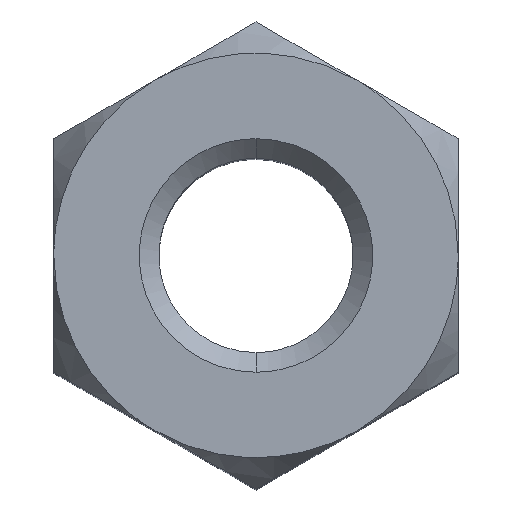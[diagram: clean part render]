
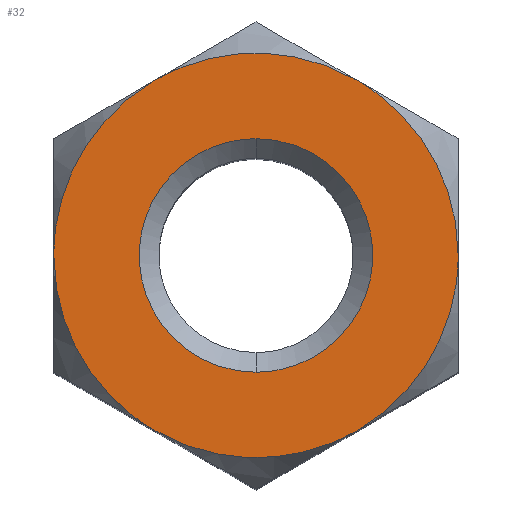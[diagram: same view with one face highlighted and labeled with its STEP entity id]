
A CAD part, top view. The second image highlights one B-rep face of the part: STEP entity #32.
In plain terms, the highlighted planar face has unit normal (0, 0, 1).
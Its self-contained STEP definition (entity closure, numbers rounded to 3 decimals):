
#24=FACE_BOUND('',#85,.T.);
#32=ADVANCED_FACE('',(#58,#24),#362,.T.);
#58=FACE_OUTER_BOUND('',#84,.T.);
#84=EDGE_LOOP('',(#124,#125,#126,#127,#128,#129));
#85=EDGE_LOOP('',(#130,#131));
#124=ORIENTED_EDGE('',*,*,#238,.T.);
#125=ORIENTED_EDGE('',*,*,#237,.T.);
#126=ORIENTED_EDGE('',*,*,#241,.T.);
#127=ORIENTED_EDGE('',*,*,#240,.T.);
#128=ORIENTED_EDGE('',*,*,#236,.T.);
#129=ORIENTED_EDGE('',*,*,#239,.T.);
#130=ORIENTED_EDGE('',*,*,#243,.T.);
#131=ORIENTED_EDGE('',*,*,#269,.T.);
#236=EDGE_CURVE('',#331,#334,#274,.T.);
#237=EDGE_CURVE('',#337,#340,#275,.T.);
#238=EDGE_CURVE('',#335,#337,#276,.T.);
#239=EDGE_CURVE('',#334,#335,#277,.T.);
#240=EDGE_CURVE('',#341,#331,#278,.T.);
#241=EDGE_CURVE('',#340,#341,#279,.T.);
#243=EDGE_CURVE('',#342,#359,#281,.T.);
#269=EDGE_CURVE('',#359,#342,#292,.T.);
#274=(
BOUNDED_CURVE()
B_SPLINE_CURVE(2,(#866,#867,#868,#869,#870),.UNSPECIFIED.,.F.,.F.)
B_SPLINE_CURVE_WITH_KNOTS((3,2,3),(10.442,11.781,13.12),
 .UNSPECIFIED.)
CURVE()
GEOMETRIC_REPRESENTATION_ITEM()
RATIONAL_B_SPLINE_CURVE((1.,0.966,1.,0.966,1.))
REPRESENTATION_ITEM('')
);
#275=(
BOUNDED_CURVE()
B_SPLINE_CURVE(2,(#871,#872,#873,#874,#875),.UNSPECIFIED.,.F.,.F.)
B_SPLINE_CURVE_WITH_KNOTS((3,2,3),(2.588,3.927,5.266),
 .UNSPECIFIED.)
CURVE()
GEOMETRIC_REPRESENTATION_ITEM()
RATIONAL_B_SPLINE_CURVE((1.,0.966,1.,0.966,1.))
REPRESENTATION_ITEM('')
);
#276=(
BOUNDED_CURVE()
B_SPLINE_CURVE(2,(#876,#877,#878),.UNSPECIFIED.,.F.,.F.)
B_SPLINE_CURVE_WITH_KNOTS((3,3),(0.,2.588),.UNSPECIFIED.)
CURVE()
GEOMETRIC_REPRESENTATION_ITEM()
RATIONAL_B_SPLINE_CURVE((1.,0.866,1.))
REPRESENTATION_ITEM('')
);
#277=(
BOUNDED_CURVE()
B_SPLINE_CURVE(2,(#879,#880,#881),.UNSPECIFIED.,.F.,.F.)
B_SPLINE_CURVE_WITH_KNOTS((3,3),(13.12,15.708),
 .UNSPECIFIED.)
CURVE()
GEOMETRIC_REPRESENTATION_ITEM()
RATIONAL_B_SPLINE_CURVE((1.,0.866,1.))
REPRESENTATION_ITEM('')
);
#278=(
BOUNDED_CURVE()
B_SPLINE_CURVE(2,(#882,#883,#884),.UNSPECIFIED.,.F.,.F.)
B_SPLINE_CURVE_WITH_KNOTS((3,3),(7.854,10.442),
 .UNSPECIFIED.)
CURVE()
GEOMETRIC_REPRESENTATION_ITEM()
RATIONAL_B_SPLINE_CURVE((1.,0.866,1.))
REPRESENTATION_ITEM('')
);
#279=(
BOUNDED_CURVE()
B_SPLINE_CURVE(2,(#885,#886,#887),.UNSPECIFIED.,.F.,.F.)
B_SPLINE_CURVE_WITH_KNOTS((3,3),(5.266,7.854),
 .UNSPECIFIED.)
CURVE()
GEOMETRIC_REPRESENTATION_ITEM()
RATIONAL_B_SPLINE_CURVE((1.,0.866,1.))
REPRESENTATION_ITEM('')
);
#281=(
BOUNDED_CURVE()
B_SPLINE_CURVE(2,(#893,#894,#895,#896,#897),.UNSPECIFIED.,.F.,.F.)
B_SPLINE_CURVE_WITH_KNOTS((3,2,3),(-9.069,-6.802,-4.534),
 .UNSPECIFIED.)
CURVE()
GEOMETRIC_REPRESENTATION_ITEM()
RATIONAL_B_SPLINE_CURVE((1.,0.707,1.,0.707,1.))
REPRESENTATION_ITEM('')
);
#292=(
BOUNDED_CURVE()
B_SPLINE_CURVE(2,(#1015,#1016,#1017,#1018,#1019),.UNSPECIFIED.,.F.,.F.)
B_SPLINE_CURVE_WITH_KNOTS((3,2,3),(-4.534,-2.267,0.),
 .UNSPECIFIED.)
CURVE()
GEOMETRIC_REPRESENTATION_ITEM()
RATIONAL_B_SPLINE_CURVE((1.,0.707,1.,0.707,1.))
REPRESENTATION_ITEM('')
);
#331=VERTEX_POINT('',#763);
#334=VERTEX_POINT('',#766);
#335=VERTEX_POINT('',#767);
#337=VERTEX_POINT('',#769);
#340=VERTEX_POINT('',#772);
#341=VERTEX_POINT('',#773);
#342=VERTEX_POINT('',#774);
#359=VERTEX_POINT('',#791);
#362=PLANE('',#408);
#408=AXIS2_PLACEMENT_3D('',#538,#419,$);
#419=DIRECTION('',(0.,0.,1.));
#538=CARTESIAN_POINT('',(17.45,-2.55,0.));
#763=CARTESIAN_POINT('',(18.75,-2.165,0.));
#766=CARTESIAN_POINT('',(21.25,-2.165,0.));
#767=CARTESIAN_POINT('',(22.5,0.,0.));
#769=CARTESIAN_POINT('',(21.25,2.165,0.));
#772=CARTESIAN_POINT('',(18.75,2.165,0.));
#773=CARTESIAN_POINT('',(17.5,0.,0.));
#774=CARTESIAN_POINT('',(20.,-1.443,0.));
#791=CARTESIAN_POINT('',(20.,1.443,0.));
#866=CARTESIAN_POINT('',(18.75,-2.165,0.));
#867=CARTESIAN_POINT('',(19.33,-2.5,0.));
#868=CARTESIAN_POINT('',(20.,-2.5,0.));
#869=CARTESIAN_POINT('',(20.67,-2.5,0.));
#870=CARTESIAN_POINT('',(21.25,-2.165,0.));
#871=CARTESIAN_POINT('',(21.25,2.165,0.));
#872=CARTESIAN_POINT('',(20.67,2.5,0.));
#873=CARTESIAN_POINT('',(20.,2.5,0.));
#874=CARTESIAN_POINT('',(19.33,2.5,0.));
#875=CARTESIAN_POINT('',(18.75,2.165,0.));
#876=CARTESIAN_POINT('',(22.5,0.,0.));
#877=CARTESIAN_POINT('',(22.5,1.443,0.));
#878=CARTESIAN_POINT('',(21.25,2.165,0.));
#879=CARTESIAN_POINT('',(21.25,-2.165,0.));
#880=CARTESIAN_POINT('',(22.5,-1.443,0.));
#881=CARTESIAN_POINT('',(22.5,0.,0.));
#882=CARTESIAN_POINT('',(17.5,0.,0.));
#883=CARTESIAN_POINT('',(17.5,-1.443,0.));
#884=CARTESIAN_POINT('',(18.75,-2.165,0.));
#885=CARTESIAN_POINT('',(18.75,2.165,0.));
#886=CARTESIAN_POINT('',(17.5,1.443,0.));
#887=CARTESIAN_POINT('',(17.5,0.,0.));
#893=CARTESIAN_POINT('',(20.,-1.443,0.));
#894=CARTESIAN_POINT('',(18.557,-1.443,0.));
#895=CARTESIAN_POINT('',(18.557,0.,0.));
#896=CARTESIAN_POINT('',(18.557,1.443,0.));
#897=CARTESIAN_POINT('',(20.,1.443,0.));
#1015=CARTESIAN_POINT('',(20.,1.443,0.));
#1016=CARTESIAN_POINT('',(21.443,1.443,0.));
#1017=CARTESIAN_POINT('',(21.443,0.,0.));
#1018=CARTESIAN_POINT('',(21.443,-1.443,0.));
#1019=CARTESIAN_POINT('',(20.,-1.443,0.));
